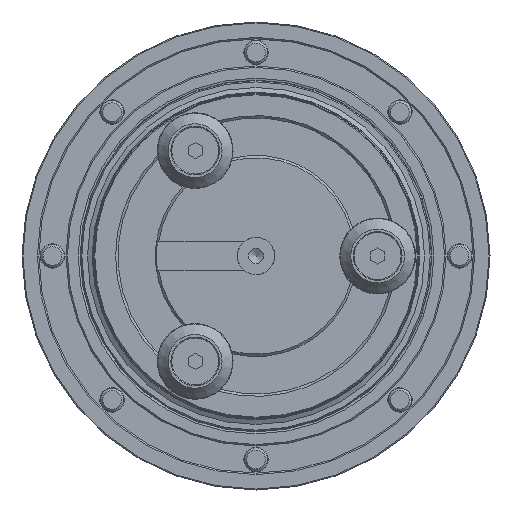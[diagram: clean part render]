
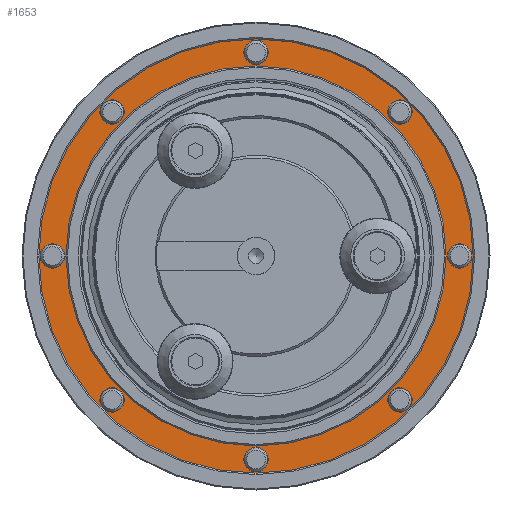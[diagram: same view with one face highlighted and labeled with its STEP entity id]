
A CAD part, front view. The second image highlights one B-rep face of the part: STEP entity #1653.
In plain terms, the highlighted planar face has unit normal (0, -1, 0).
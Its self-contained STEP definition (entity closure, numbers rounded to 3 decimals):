
#79 = CIRCLE ( 'NONE', #6494, 2.6 ) ;
#223 = VERTEX_POINT ( 'NONE', #11577 ) ;
#277 = AXIS2_PLACEMENT_3D ( 'NONE', #3408, #6098, #13439 ) ;
#451 = DIRECTION ( 'NONE',  ( 0., 0., 1. ) ) ;
#454 = DIRECTION ( 'NONE',  ( 0., 0., 1. ) ) ;
#531 = VERTEX_POINT ( 'NONE', #15741 ) ;
#674 = AXIS2_PLACEMENT_3D ( 'NONE', #6659, #1569, #6566 ) ;
#806 = EDGE_LOOP ( 'NONE', ( #1613 ) ) ;
#1196 = CARTESIAN_POINT ( 'NONE',  ( 0., -9.7, 0. ) ) ;
#1241 = CARTESIAN_POINT ( 'NONE',  ( 0., -9.7, -43.5 ) ) ;
#1328 = CIRCLE ( 'NONE', #277, 40.6 ) ;
#1569 = DIRECTION ( 'NONE',  ( 0., -1., 0. ) ) ;
#1613 = ORIENTED_EDGE ( 'NONE', *, *, #9765, .F. ) ;
#1653 = ADVANCED_FACE ( 'NONE', ( #16072, #8464, #15828, #9731, #12057, #15997, #3130, #4538, #1879, #14800 ), #6971, .F. ) ;
#1879 = FACE_BOUND ( 'NONE', #5355, .T. ) ;
#2047 = AXIS2_PLACEMENT_3D ( 'NONE', #2963, #10674, #14231 ) ;
#2116 = ORIENTED_EDGE ( 'NONE', *, *, #7130, .F. ) ;
#2125 = EDGE_LOOP ( 'NONE', ( #6910 ) ) ;
#2143 = CARTESIAN_POINT ( 'NONE',  ( 0., -9.7, -40.9 ) ) ;
#2281 = CARTESIAN_POINT ( 'NONE',  ( -43.5, -9.7, 0. ) ) ;
#2484 = ORIENTED_EDGE ( 'NONE', *, *, #4714, .F. ) ;
#2623 = ORIENTED_EDGE ( 'NONE', *, *, #15443, .F. ) ;
#2791 = CARTESIAN_POINT ( 'NONE',  ( 30.759, -9.7, 33.359 ) ) ;
#2963 = CARTESIAN_POINT ( 'NONE',  ( 30.759, -9.7, -30.759 ) ) ;
#2986 = CIRCLE ( 'NONE', #7250, 2.6 ) ;
#3130 = FACE_BOUND ( 'NONE', #12300, .T. ) ;
#3408 = CARTESIAN_POINT ( 'NONE',  ( 0., -9.7, 0. ) ) ;
#3437 = ORIENTED_EDGE ( 'NONE', *, *, #13911, .F. ) ;
#3482 = EDGE_LOOP ( 'NONE', ( #11528 ) ) ;
#3691 = DIRECTION ( 'NONE',  ( 0., -1., 0. ) ) ;
#3900 = VERTEX_POINT ( 'NONE', #2791 ) ;
#3964 = CARTESIAN_POINT ( 'NONE',  ( -30.759, -9.7, 33.359 ) ) ;
#4043 = VERTEX_POINT ( 'NONE', #3964 ) ;
#4138 = CIRCLE ( 'NONE', #12931, 2.6 ) ;
#4185 = EDGE_LOOP ( 'NONE', ( #8628 ) ) ;
#4194 = DIRECTION ( 'NONE',  ( 0., 0., 1. ) ) ;
#4312 = CARTESIAN_POINT ( 'NONE',  ( -43.5, -9.7, 2.6 ) ) ;
#4424 = CARTESIAN_POINT ( 'NONE',  ( -30.759, -9.7, -28.159 ) ) ;
#4503 = VERTEX_POINT ( 'NONE', #15782 ) ;
#4538 = FACE_BOUND ( 'NONE', #12188, .T. ) ;
#4643 = CIRCLE ( 'NONE', #13163, 46.4 ) ;
#4714 = EDGE_CURVE ( 'NONE', #5921, #5921, #15636, .T. ) ;
#5121 = DIRECTION ( 'NONE',  ( 0., 0., 1. ) ) ;
#5243 = CIRCLE ( 'NONE', #2047, 2.6 ) ;
#5263 = EDGE_CURVE ( 'NONE', #4503, #4503, #5243, .T. ) ;
#5355 = EDGE_LOOP ( 'NONE', ( #2116 ) ) ;
#5660 = CARTESIAN_POINT ( 'NONE',  ( 43.5, -9.7, 2.6 ) ) ;
#5665 = EDGE_LOOP ( 'NONE', ( #3437 ) ) ;
#5879 = CIRCLE ( 'NONE', #8017, 2.6 ) ;
#5921 = VERTEX_POINT ( 'NONE', #4424 ) ;
#5989 = DIRECTION ( 'NONE',  ( 0., -1., 0. ) ) ;
#6098 = DIRECTION ( 'NONE',  ( 0., 1., 0. ) ) ;
#6494 = AXIS2_PLACEMENT_3D ( 'NONE', #9909, #13974, #7394 ) ;
#6566 = DIRECTION ( 'NONE',  ( 0., 0., 1. ) ) ;
#6659 = CARTESIAN_POINT ( 'NONE',  ( -30.759, -9.7, -30.759 ) ) ;
#6740 = VERTEX_POINT ( 'NONE', #5660 ) ;
#6771 = AXIS2_PLACEMENT_3D ( 'NONE', #6968, #9324, #451 ) ;
#6910 = ORIENTED_EDGE ( 'NONE', *, *, #8866, .F. ) ;
#6968 = CARTESIAN_POINT ( 'NONE',  ( 30.759, -9.7, 30.759 ) ) ;
#6971 = PLANE ( 'NONE',  #10944 ) ;
#7130 = EDGE_CURVE ( 'NONE', #8659, #8659, #2986, .T. ) ;
#7250 = AXIS2_PLACEMENT_3D ( 'NONE', #1241, #14167, #10289 ) ;
#7394 = DIRECTION ( 'NONE',  ( 0., 0., 1. ) ) ;
#7622 = CIRCLE ( 'NONE', #11916, 2.6 ) ;
#8017 = AXIS2_PLACEMENT_3D ( 'NONE', #2281, #3691, #16315 ) ;
#8464 = FACE_BOUND ( 'NONE', #4185, .T. ) ;
#8628 = ORIENTED_EDGE ( 'NONE', *, *, #11813, .T. ) ;
#8642 = CARTESIAN_POINT ( 'NONE',  ( 0., -9.7, 40.6 ) ) ;
#8659 = VERTEX_POINT ( 'NONE', #2143 ) ;
#8716 = VERTEX_POINT ( 'NONE', #8642 ) ;
#8768 = EDGE_CURVE ( 'NONE', #223, #223, #4643, .T. ) ;
#8866 = EDGE_CURVE ( 'NONE', #3900, #3900, #14510, .T. ) ;
#9324 = DIRECTION ( 'NONE',  ( 0., -1., 0. ) ) ;
#9644 = CARTESIAN_POINT ( 'NONE',  ( 40.6, -9.7, 0. ) ) ;
#9731 = FACE_BOUND ( 'NONE', #2125, .T. ) ;
#9765 = EDGE_CURVE ( 'NONE', #6740, #6740, #7622, .T. ) ;
#9873 = ORIENTED_EDGE ( 'NONE', *, *, #8768, .F. ) ;
#9909 = CARTESIAN_POINT ( 'NONE',  ( 0., -9.7, 43.5 ) ) ;
#10216 = CARTESIAN_POINT ( 'NONE',  ( -30.759, -9.7, 30.759 ) ) ;
#10289 = DIRECTION ( 'NONE',  ( 0., 0., 1. ) ) ;
#10381 = EDGE_LOOP ( 'NONE', ( #9873 ) ) ;
#10562 = DIRECTION ( 'NONE',  ( 0., -1., 0. ) ) ;
#10674 = DIRECTION ( 'NONE',  ( 0., -1., 0. ) ) ;
#10944 = AXIS2_PLACEMENT_3D ( 'NONE', #9644, #11907, #454 ) ;
#11324 = EDGE_CURVE ( 'NONE', #13155, #13155, #5879, .T. ) ;
#11528 = ORIENTED_EDGE ( 'NONE', *, *, #5263, .F. ) ;
#11577 = CARTESIAN_POINT ( 'NONE',  ( 0., -9.7, 46.4 ) ) ;
#11813 = EDGE_CURVE ( 'NONE', #8716, #8716, #1328, .T. ) ;
#11907 = DIRECTION ( 'NONE',  ( 0., 1., 0. ) ) ;
#11916 = AXIS2_PLACEMENT_3D ( 'NONE', #13721, #5989, #16183 ) ;
#12057 = FACE_BOUND ( 'NONE', #13364, .T. ) ;
#12188 = EDGE_LOOP ( 'NONE', ( #2484 ) ) ;
#12300 = EDGE_LOOP ( 'NONE', ( #14311 ) ) ;
#12931 = AXIS2_PLACEMENT_3D ( 'NONE', #10216, #10562, #4194 ) ;
#13155 = VERTEX_POINT ( 'NONE', #4312 ) ;
#13163 = AXIS2_PLACEMENT_3D ( 'NONE', #1196, #14130, #5121 ) ;
#13364 = EDGE_LOOP ( 'NONE', ( #2623 ) ) ;
#13439 = DIRECTION ( 'NONE',  ( 0., 0., 1. ) ) ;
#13721 = CARTESIAN_POINT ( 'NONE',  ( 43.5, -9.7, 0. ) ) ;
#13911 = EDGE_CURVE ( 'NONE', #4043, #4043, #4138, .T. ) ;
#13974 = DIRECTION ( 'NONE',  ( 0., -1., 0. ) ) ;
#14130 = DIRECTION ( 'NONE',  ( 0., 1., 0. ) ) ;
#14167 = DIRECTION ( 'NONE',  ( 0., -1., 0. ) ) ;
#14231 = DIRECTION ( 'NONE',  ( 0., 0., 1. ) ) ;
#14311 = ORIENTED_EDGE ( 'NONE', *, *, #11324, .F. ) ;
#14510 = CIRCLE ( 'NONE', #6771, 2.6 ) ;
#14800 = FACE_BOUND ( 'NONE', #3482, .T. ) ;
#15443 = EDGE_CURVE ( 'NONE', #531, #531, #79, .T. ) ;
#15636 = CIRCLE ( 'NONE', #674, 2.6 ) ;
#15741 = CARTESIAN_POINT ( 'NONE',  ( 0., -9.7, 46.1 ) ) ;
#15782 = CARTESIAN_POINT ( 'NONE',  ( 30.759, -9.7, -28.159 ) ) ;
#15828 = FACE_BOUND ( 'NONE', #806, .T. ) ;
#15997 = FACE_BOUND ( 'NONE', #5665, .T. ) ;
#16072 = FACE_OUTER_BOUND ( 'NONE', #10381, .T. ) ;
#16183 = DIRECTION ( 'NONE',  ( 0., 0., 1. ) ) ;
#16315 = DIRECTION ( 'NONE',  ( 0., 0., 1. ) ) ;
